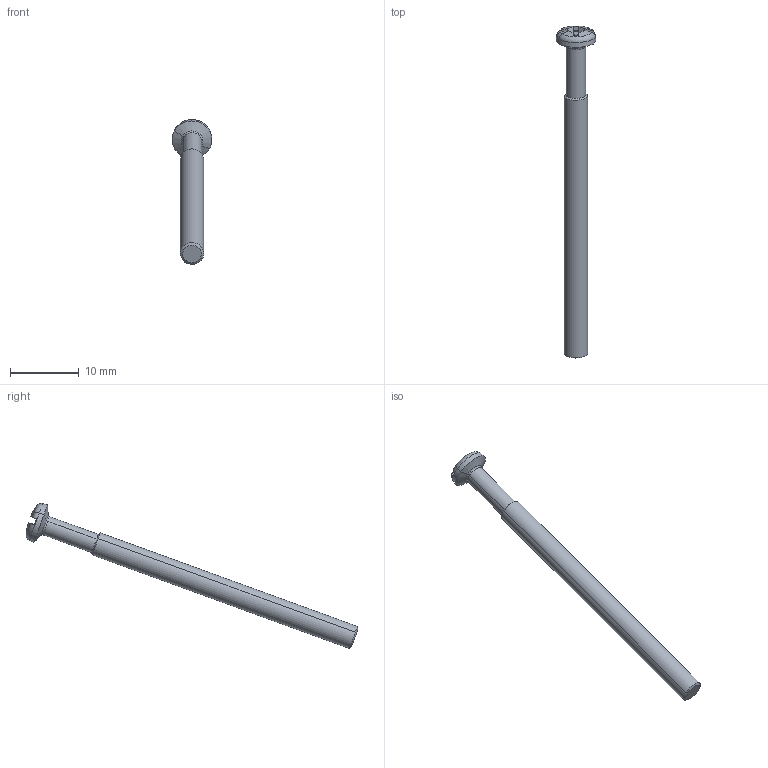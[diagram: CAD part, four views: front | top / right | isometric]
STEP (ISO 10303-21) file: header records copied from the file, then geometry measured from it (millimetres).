
FILE_DESCRIPTION(('CATIA V5 STEP Exchange'),'2;1');
FILE_NAME('VL0923.stp','2023-09-25T06:08:48+00:00',('none'),('none'),'CATIA Version 5-6 Release 2016 SP6','CATIA V5 STEP AP203','none');
FILE_SCHEMA(('CONFIG_CONTROL_DESIGN'));
Length unit declared in the file: millimetre
Products named in the file (1): VL0923
Assembly tree (2 placements, depth 2):
  VL0923
    #57
    #1570
Bounding box: 5.8 x 48.25 x 21.09 mm (x, y, z)
Volume: 449.6 mm3; surface area: 590.6 mm2
Topology: 1 solids, 1 shells, 56 faces, 136 edges, 84 vertices
Faces by surface type: plane 36, cone 8, torus 4, sphere 4, cylinder 4
Entity records: 1599 total; most frequent: CARTESIAN_POINT 376, ORIENTED_EDGE 268, DIRECTION 178, EDGE_CURVE 134, VERTEX_POINT 80, AXIS2_PLACEMENT_3D 72, VECTOR 60, LINE 60
